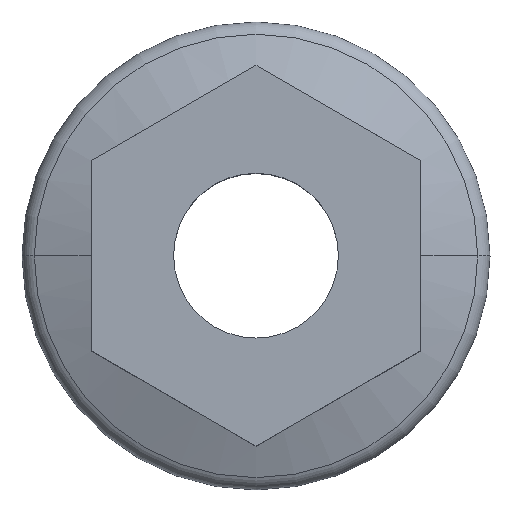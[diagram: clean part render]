
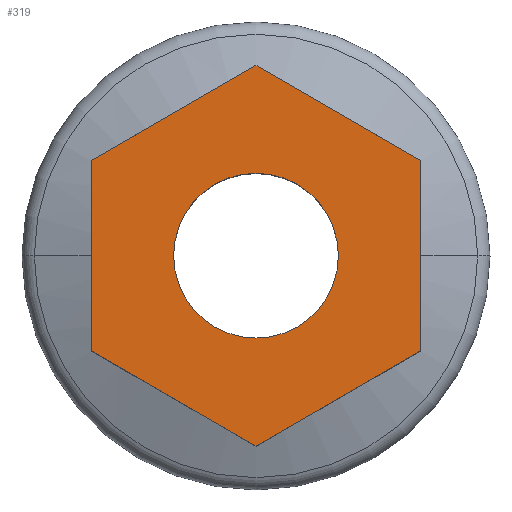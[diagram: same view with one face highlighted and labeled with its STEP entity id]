
A CAD part, top view. The second image highlights one B-rep face of the part: STEP entity #319.
In plain terms, the highlighted planar face has unit normal (0, 0, 1).
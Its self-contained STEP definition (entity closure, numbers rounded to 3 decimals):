
#1 = EDGE_LOOP ( 'NONE', ( #49, #380, #360, #206, #442, #210 ) ) ;
#26 = VERTEX_POINT ( 'NONE', #452 ) ;
#32 = DIRECTION ( 'NONE',  ( -0.866, -0.5, 0. ) ) ;
#42 = VERTEX_POINT ( 'NONE', #177 ) ;
#49 = ORIENTED_EDGE ( 'NONE', *, *, #435, .T. ) ;
#53 = VERTEX_POINT ( 'NONE', #156 ) ;
#56 = VERTEX_POINT ( 'NONE', #143 ) ;
#77 = EDGE_CURVE ( 'NONE', #26, #56, #423, .T. ) ;
#79 = VECTOR ( 'NONE', #87, 1000. ) ;
#84 = CARTESIAN_POINT ( 'NONE',  ( 5., 2.887, 0. ) ) ;
#87 = DIRECTION ( 'NONE',  ( -0.866, 0.5, 0. ) ) ;
#92 = FACE_OUTER_BOUND ( 'NONE', #1, .T. ) ;
#98 = DIRECTION ( 'NONE',  ( 0., -1., 0. ) ) ;
#102 = CARTESIAN_POINT ( 'NONE',  ( -5., -2.887, 0. ) ) ;
#112 = LINE ( 'NONE', #102, #399 ) ;
#115 = LINE ( 'NONE', #84, #79 ) ;
#118 = CARTESIAN_POINT ( 'NONE',  ( -2.5, 0., 0. ) ) ;
#120 = VERTEX_POINT ( 'NONE', #130 ) ;
#124 = VERTEX_POINT ( 'NONE', #136 ) ;
#130 = CARTESIAN_POINT ( 'NONE',  ( 0., 5.774, 0. ) ) ;
#136 = CARTESIAN_POINT ( 'NONE',  ( 2.5, 0., 0. ) ) ;
#137 = CIRCLE ( 'NONE', #355, 2.5 ) ;
#139 = CARTESIAN_POINT ( 'NONE',  ( 0., -5.774, 0. ) ) ;
#143 = CARTESIAN_POINT ( 'NONE',  ( 5., -2.887, 0. ) ) ;
#145 = LINE ( 'NONE', #162, #240 ) ;
#150 = ORIENTED_EDGE ( 'NONE', *, *, #439, .F. ) ;
#156 = CARTESIAN_POINT ( 'NONE',  ( -5., -2.887, 0. ) ) ;
#162 = CARTESIAN_POINT ( 'NONE',  ( 5., 2.887, 0. ) ) ;
#167 = VECTOR ( 'NONE', #196, 1000. ) ;
#168 = VECTOR ( 'NONE', #32, 1000. ) ;
#169 = CARTESIAN_POINT ( 'NONE',  ( -5., 2.887, 0. ) ) ;
#170 = DIRECTION ( 'NONE',  ( -1., 0., 0. ) ) ;
#177 = CARTESIAN_POINT ( 'NONE',  ( 5., 2.887, 0. ) ) ;
#195 = CARTESIAN_POINT ( 'NONE',  ( -5., 2.887, 0. ) ) ;
#196 = DIRECTION ( 'NONE',  ( 0., -1., 0. ) ) ;
#201 = CARTESIAN_POINT ( 'NONE',  ( 0., 0., 0. ) ) ;
#203 = DIRECTION ( 'NONE',  ( 1., 0., 0. ) ) ;
#206 = ORIENTED_EDGE ( 'NONE', *, *, #77, .T. ) ;
#210 = ORIENTED_EDGE ( 'NONE', *, *, #363, .T. ) ;
#221 = VERTEX_POINT ( 'NONE', #118 ) ;
#233 = DIRECTION ( 'NONE',  ( 1., 0., 0. ) ) ;
#240 = VECTOR ( 'NONE', #98, 1000. ) ;
#248 = CARTESIAN_POINT ( 'NONE',  ( 0., 0., 0. ) ) ;
#258 = ORIENTED_EDGE ( 'NONE', *, *, #422, .F. ) ;
#264 = CARTESIAN_POINT ( 'NONE',  ( 0., 5.774, 0. ) ) ;
#275 = DIRECTION ( 'NONE',  ( 0., 0., -1. ) ) ;
#291 = EDGE_LOOP ( 'NONE', ( #150, #258 ) ) ;
#313 = DIRECTION ( 'NONE',  ( 0., 0., 1. ) ) ;
#319 = ADVANCED_FACE ( 'NONE', ( #468, #92 ), #337, .F. ) ;
#337 = PLANE ( 'NONE',  #397 ) ;
#344 = AXIS2_PLACEMENT_3D ( 'NONE', #201, #313, #203 ) ;
#355 = AXIS2_PLACEMENT_3D ( 'NONE', #248, #367, #233 ) ;
#360 = ORIENTED_EDGE ( 'NONE', *, *, #454, .T. ) ;
#363 = EDGE_CURVE ( 'NONE', #42, #120, #115, .T. ) ;
#367 = DIRECTION ( 'NONE',  ( 0., 0., 1. ) ) ;
#373 = DIRECTION ( 'NONE',  ( 0.866, -0.5, 0. ) ) ;
#380 = ORIENTED_EDGE ( 'NONE', *, *, #449, .T. ) ;
#390 = DIRECTION ( 'NONE',  ( 0.866, 0.5, 0. ) ) ;
#391 = LINE ( 'NONE', #469, #168 ) ;
#397 = AXIS2_PLACEMENT_3D ( 'NONE', #264, #275, #170 ) ;
#399 = VECTOR ( 'NONE', #373, 1000. ) ;
#407 = CIRCLE ( 'NONE', #344, 2.5 ) ;
#422 = EDGE_CURVE ( 'NONE', #221, #124, #137, .T. ) ;
#423 = LINE ( 'NONE', #139, #424 ) ;
#424 = VECTOR ( 'NONE', #390, 1000. ) ;
#435 = EDGE_CURVE ( 'NONE', #120, #441, #391, .T. ) ;
#439 = EDGE_CURVE ( 'NONE', #124, #221, #407, .T. ) ;
#441 = VERTEX_POINT ( 'NONE', #195 ) ;
#442 = ORIENTED_EDGE ( 'NONE', *, *, #459, .F. ) ;
#447 = LINE ( 'NONE', #169, #167 ) ;
#449 = EDGE_CURVE ( 'NONE', #441, #53, #447, .T. ) ;
#452 = CARTESIAN_POINT ( 'NONE',  ( 0., -5.774, 0. ) ) ;
#454 = EDGE_CURVE ( 'NONE', #53, #26, #112, .T. ) ;
#459 = EDGE_CURVE ( 'NONE', #42, #56, #145, .T. ) ;
#468 = FACE_BOUND ( 'NONE', #291, .T. ) ;
#469 = CARTESIAN_POINT ( 'NONE',  ( 0., 5.774, 0. ) ) ;
